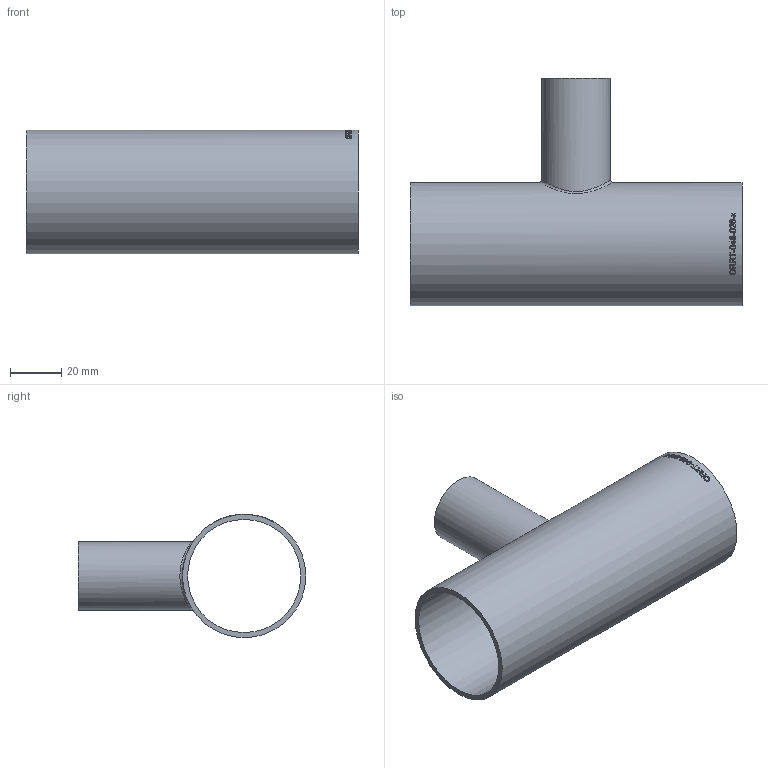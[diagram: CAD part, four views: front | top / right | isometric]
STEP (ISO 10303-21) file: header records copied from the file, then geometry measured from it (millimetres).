
FILE_DESCRIPTION (( 'STEP AP214' ), '1' );
FILE_NAME ('ORRT-048-026-x T-Stück reduziert 2004.STEP', '2020-04-07T14:04:02', ( '' ), ( '' ), 'SwSTEP 2.0', 'SolidWorks 2019', '' );
FILE_SCHEMA (( 'AUTOMOTIVE_DESIGN' ));
Length unit declared in the file: millimetre
Products named in the file (1): ORRT-048-026-x T-Stück reduziert 2004
Bounding box: 130 x 89.15 x 48.3 mm (x, y, z)
Volume: 42323.1 mm3; surface area: 44379 mm2
Topology: 1 solids, 1 shells, 192 faces, 499 edges, 332 vertices
Faces by surface type: bspline 105, plane 60, cylinder 27
Full cylindrical faces by diameter (mm): 23.7 x1, 26.9 x1, 44.3 x1, 48.3 x1
Entity records: 20606 total; most frequent: CARTESIAN_POINT 14864, ORIENTED_EDGE 980, EDGE_CURVE 490, DIRECTION 414, VERTEX_POINT 330, B_SPLINE_CURVE_WITH_KNOTS 326, EDGE_LOOP 226, FACE_OUTER_BOUND 198
